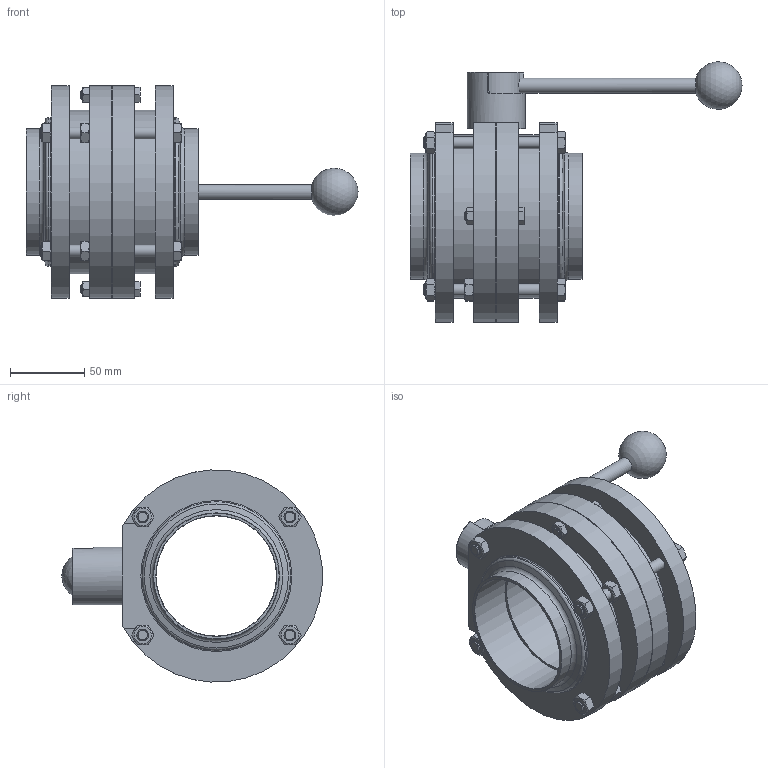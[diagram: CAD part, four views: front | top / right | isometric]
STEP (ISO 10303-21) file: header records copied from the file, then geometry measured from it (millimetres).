
FILE_DESCRIPTION( ( 'STEP AP203' ), ' ' );
FILE_NAME( '9612628244.stp', '2017-01-13T10:53:44', ( '' ), ( '' ), ' ', 'PARTsolutions', ' ' );
FILE_SCHEMA( ( 'CONFIG_CONTROL_DESIGN' ) );
Length unit declared in the file: millimetre
Products named in the file (6): 9612628244; _LKB-F Butterfly D80; _LKB-F Flange (D800020); _LKB-F Flange D80 2; _9611411430 Handle cap 2 pos D80; _9612045101 Indication handle D80
Assembly tree (5 placements, depth 2):
  9612628244
    _LKB-F Butterfly D80
    _LKB-F Flange (D800020)
    _LKB-F Flange D80 2
    _9611411430 Handle cap 2 pos D80
    _9612045101 Indication handle D80
Bounding box: 223.5 x 175.24 x 142.8 mm (x, y, z)
Volume: 796537.8 mm3; surface area: 177237.6 mm2
Topology: 5 solids, 7 shells, 316 faces, 742 edges, 466 vertices
Faces by surface type: plane 166, cone 75, cylinder 64, torus 10, sphere 1
Full cylindrical faces by diameter (mm): 6 x4, 6.5 x2, 6.647 x4, 8 x6, 8.5 x8, 10 x1, 32 x2, 39 x1, 81 x4, 84.6 x2, 85 x2, 92 x2, 100 x2, 110 x2
Entity records: 9518 total; most frequent: CARTESIAN_POINT 2727, DIRECTION 1309, ORIENTED_EDGE 1256, EDGE_CURVE 628, AXIS2_PLACEMENT_3D 536, EDGE_LOOP 461, VERTEX_POINT 442, FACE_OUTER_BOUND 368
